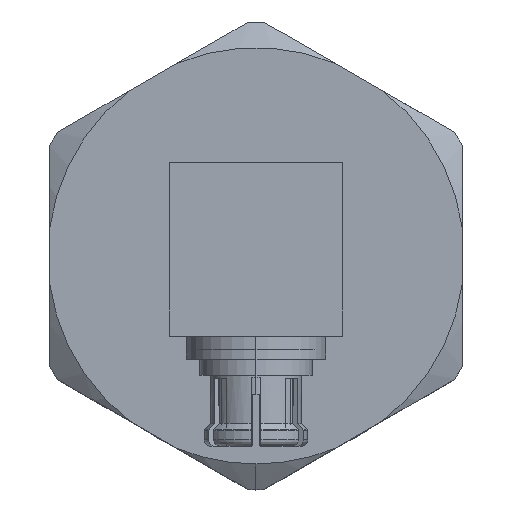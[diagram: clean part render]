
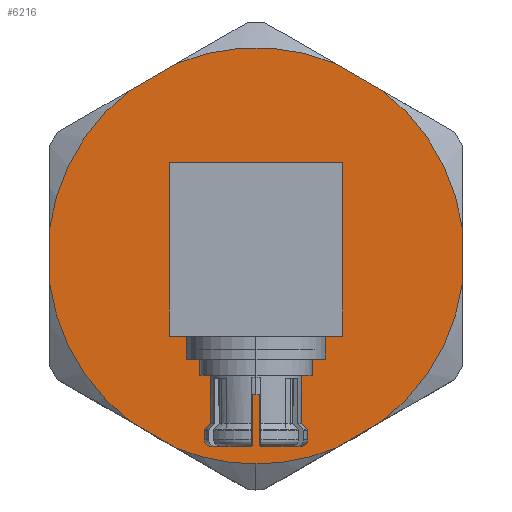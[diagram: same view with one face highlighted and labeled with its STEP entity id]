
A CAD part, top view. The second image highlights one B-rep face of the part: STEP entity #6216.
In plain terms, the highlighted face is planar.
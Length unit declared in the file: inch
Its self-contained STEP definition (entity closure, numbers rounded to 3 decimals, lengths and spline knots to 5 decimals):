
#22 = CARTESIAN_POINT ( 'NONE',  ( 0.366, 0.13978, 0.0079 ) ) ;
#26 = EDGE_CURVE ( 'NONE', #1258, #4592, #7296, .T. ) ;
#57 = AXIS2_PLACEMENT_3D ( 'NONE', #1119, #3186, #495 ) ;
#68 = CARTESIAN_POINT ( 'NONE',  ( 0.366, 0.1261, 0. ) ) ;
#142 = VERTEX_POINT ( 'NONE', #4825 ) ;
#177 = AXIS2_PLACEMENT_3D ( 'NONE', #2132, #7090, #3953 ) ;
#246 = VERTEX_POINT ( 'NONE', #1706 ) ;
#251 = CARTESIAN_POINT ( 'NONE',  ( 0.366, -0.041, 0. ) ) ;
#315 = CARTESIAN_POINT ( 'NONE',  ( 0.366, 0., 0. ) ) ;
#414 = ORIENTED_EDGE ( 'NONE', *, *, #6421, .T. ) ;
#432 = DIRECTION ( 'NONE',  ( 1., 0., 0. ) ) ;
#495 = DIRECTION ( 'NONE',  ( 0., 1., 0. ) ) ;
#594 = DIRECTION ( 'NONE',  ( 0., 0.5, 0.866 ) ) ;
#606 = CARTESIAN_POINT ( 'NONE',  ( 0.366, 0.09996, -0.07686 ) ) ;
#622 = CARTESIAN_POINT ( 'NONE',  ( 0.366, 0.01658, 0.125 ) ) ;
#654 = ORIENTED_EDGE ( 'NONE', *, *, #1965, .T. ) ;
#666 = VERTEX_POINT ( 'NONE', #1382 ) ;
#710 = ORIENTED_EDGE ( 'NONE', *, *, #8099, .T. ) ;
#733 = CARTESIAN_POINT ( 'NONE',  ( 0.366, -0.09996, 0.07686 ) ) ;
#773 = LINE ( 'NONE', #22, #5681 ) ;
#881 = VERTEX_POINT ( 'NONE', #8060 ) ;
#911 = CIRCLE ( 'NONE', #5591, 0.041 ) ;
#947 = DIRECTION ( 'NONE',  ( 0., 1., 0. ) ) ;
#955 = ORIENTED_EDGE ( 'NONE', *, *, #7477, .T. ) ;
#1039 = VERTEX_POINT ( 'NONE', #6755 ) ;
#1081 = CARTESIAN_POINT ( 'NONE',  ( 0.366, 0., 0. ) ) ;
#1119 = CARTESIAN_POINT ( 'NONE',  ( 0.366, 0., 0. ) ) ;
#1139 = CIRCLE ( 'NONE', #57, 0.1261 ) ;
#1258 = VERTEX_POINT ( 'NONE', #2740 ) ;
#1382 = CARTESIAN_POINT ( 'NONE',  ( 0.366, 0.11655, 0.04814 ) ) ;
#1421 = EDGE_CURVE ( 'NONE', #5711, #881, #911, .T. ) ;
#1454 = FACE_BOUND ( 'NONE', #2221, .T. ) ;
#1639 = VERTEX_POINT ( 'NONE', #5421 ) ;
#1653 = LINE ( 'NONE', #2319, #5260 ) ;
#1706 = CARTESIAN_POINT ( 'NONE',  ( 0.366, 0.11655, -0.04814 ) ) ;
#1731 = ORIENTED_EDGE ( 'NONE', *, *, #4680, .T. ) ;
#1755 = DIRECTION ( 'NONE',  ( 0., 1., 0. ) ) ;
#1800 = AXIS2_PLACEMENT_3D ( 'NONE', #4074, #7417, #2288 ) ;
#1916 = VERTEX_POINT ( 'NONE', #6300 ) ;
#1950 = CIRCLE ( 'NONE', #4359, 0.1261 ) ;
#1965 = EDGE_CURVE ( 'NONE', #4592, #1639, #2977, .T. ) ;
#2116 = CARTESIAN_POINT ( 'NONE',  ( 0.366, 0., 0. ) ) ;
#2132 = CARTESIAN_POINT ( 'NONE',  ( 0.366, 0., 0. ) ) ;
#2143 = ORIENTED_EDGE ( 'NONE', *, *, #6748, .T. ) ;
#2204 = DIRECTION ( 'NONE',  ( 1., 0., 0. ) ) ;
#2212 = LINE ( 'NONE', #7461, #7754 ) ;
#2221 = EDGE_LOOP ( 'NONE', ( #7593, #3485 ) ) ;
#2288 = DIRECTION ( 'NONE',  ( 0., 1., 0. ) ) ;
#2319 = CARTESIAN_POINT ( 'NONE',  ( 0.366, 0.1261, 0.125 ) ) ;
#2336 = VERTEX_POINT ( 'NONE', #5970 ) ;
#2355 = VECTOR ( 'NONE', #2939, 39.37008 ) ;
#2406 = CARTESIAN_POINT ( 'NONE',  ( 0.366, 0., 0. ) ) ;
#2478 = VECTOR ( 'NONE', #3725, 39.37008 ) ;
#2562 = DIRECTION ( 'NONE',  ( 0., -0.5, 0.866 ) ) ;
#2566 = ORIENTED_EDGE ( 'NONE', *, *, #3034, .T. ) ;
#2585 = LINE ( 'NONE', #3919, #6499 ) ;
#2614 = DIRECTION ( 'NONE',  ( 0., 1., 0. ) ) ;
#2740 = CARTESIAN_POINT ( 'NONE',  ( 0.366, -0.01658, 0.125 ) ) ;
#2783 = EDGE_CURVE ( 'NONE', #2893, #142, #1950, .T. ) ;
#2853 = CIRCLE ( 'NONE', #4049, 0.1261 ) ;
#2893 = VERTEX_POINT ( 'NONE', #8145 ) ;
#2939 = DIRECTION ( 'NONE',  ( 0., -0.5, -0.866 ) ) ;
#2977 = LINE ( 'NONE', #6836, #2355 ) ;
#3034 = EDGE_CURVE ( 'NONE', #4862, #246, #2585, .T. ) ;
#3055 = CARTESIAN_POINT ( 'NONE',  ( 0.366, -0.07673, -0.1171 ) ) ;
#3186 = DIRECTION ( 'NONE',  ( 1., 0., 0. ) ) ;
#3231 = EDGE_CURVE ( 'NONE', #666, #2336, #773, .T. ) ;
#3237 = AXIS2_PLACEMENT_3D ( 'NONE', #68, #7867, #2614 ) ;
#3485 = ORIENTED_EDGE ( 'NONE', *, *, #1421, .F. ) ;
#3611 = VERTEX_POINT ( 'NONE', #6565 ) ;
#3625 = DIRECTION ( 'NONE',  ( 0., 1., 0. ) ) ;
#3638 = LINE ( 'NONE', #3055, #2478 ) ;
#3725 = DIRECTION ( 'NONE',  ( 0., 0.5, -0.866 ) ) ;
#3744 = DIRECTION ( 'NONE',  ( 1., 0., 0. ) ) ;
#3748 = EDGE_CURVE ( 'NONE', #881, #5711, #5134, .T. ) ;
#3919 = CARTESIAN_POINT ( 'NONE',  ( 0.366, 0.13978, -0.0079 ) ) ;
#3953 = DIRECTION ( 'NONE',  ( 0., 1., 0. ) ) ;
#3988 = FACE_OUTER_BOUND ( 'NONE', #6461, .T. ) ;
#4049 = AXIS2_PLACEMENT_3D ( 'NONE', #315, #2204, #947 ) ;
#4074 = CARTESIAN_POINT ( 'NONE',  ( 0.366, 0., 0. ) ) ;
#4188 = ORIENTED_EDGE ( 'NONE', *, *, #4714, .T. ) ;
#4349 = CIRCLE ( 'NONE', #177, 0.1261 ) ;
#4359 = AXIS2_PLACEMENT_3D ( 'NONE', #7197, #7852, #6633 ) ;
#4418 = EDGE_CURVE ( 'NONE', #246, #666, #4349, .T. ) ;
#4542 = ORIENTED_EDGE ( 'NONE', *, *, #4418, .T. ) ;
#4592 = VERTEX_POINT ( 'NONE', #733 ) ;
#4611 = ORIENTED_EDGE ( 'NONE', *, *, #26, .T. ) ;
#4655 = DIRECTION ( 'NONE',  ( 0., 1., 0. ) ) ;
#4680 = EDGE_CURVE ( 'NONE', #1639, #2893, #7124, .T. ) ;
#4694 = DIRECTION ( 'NONE',  ( 1., 0., 0. ) ) ;
#4714 = EDGE_CURVE ( 'NONE', #1039, #1916, #2853, .T. ) ;
#4825 = CARTESIAN_POINT ( 'NONE',  ( 0.366, -0.11655, -0.04814 ) ) ;
#4845 = AXIS2_PLACEMENT_3D ( 'NONE', #1081, #7428, #1755 ) ;
#4862 = VERTEX_POINT ( 'NONE', #606 ) ;
#4871 = AXIS2_PLACEMENT_3D ( 'NONE', #2406, #432, #5588 ) ;
#5134 = CIRCLE ( 'NONE', #4871, 0.041 ) ;
#5260 = VECTOR ( 'NONE', #6048, 39.37008 ) ;
#5421 = CARTESIAN_POINT ( 'NONE',  ( 0.366, -0.11655, 0.04814 ) ) ;
#5588 = DIRECTION ( 'NONE',  ( 0., 1., 0. ) ) ;
#5591 = AXIS2_PLACEMENT_3D ( 'NONE', #8161, #3744, #6430 ) ;
#5681 = VECTOR ( 'NONE', #2562, 39.37008 ) ;
#5711 = VERTEX_POINT ( 'NONE', #251 ) ;
#5835 = AXIS2_PLACEMENT_3D ( 'NONE', #2116, #4694, #4655 ) ;
#5970 = CARTESIAN_POINT ( 'NONE',  ( 0.366, 0.09996, 0.07686 ) ) ;
#6048 = DIRECTION ( 'NONE',  ( 0., -1., 0. ) ) ;
#6092 = VERTEX_POINT ( 'NONE', #622 ) ;
#6216 = ADVANCED_FACE ( 'NONE', ( #1454, #3988 ), #7085, .T. ) ;
#6300 = CARTESIAN_POINT ( 'NONE',  ( 0.366, -0.01658, -0.125 ) ) ;
#6421 = EDGE_CURVE ( 'NONE', #2336, #6092, #1139, .T. ) ;
#6430 = DIRECTION ( 'NONE',  ( 0., 1., 0. ) ) ;
#6461 = EDGE_LOOP ( 'NONE', ( #4542, #7023, #414, #2143, #4611, #654, #1731, #7681, #7030, #4188, #955, #710, #2566 ) ) ;
#6499 = VECTOR ( 'NONE', #594, 39.37008 ) ;
#6565 = CARTESIAN_POINT ( 'NONE',  ( 0.366, 0.01658, -0.125 ) ) ;
#6633 = DIRECTION ( 'NONE',  ( 0., 1., 0. ) ) ;
#6748 = EDGE_CURVE ( 'NONE', #6092, #1258, #1653, .T. ) ;
#6755 = CARTESIAN_POINT ( 'NONE',  ( 0.366, -0.09996, -0.07686 ) ) ;
#6836 = CARTESIAN_POINT ( 'NONE',  ( 0.366, -0.07673, 0.1171 ) ) ;
#7023 = ORIENTED_EDGE ( 'NONE', *, *, #3231, .T. ) ;
#7030 = ORIENTED_EDGE ( 'NONE', *, *, #7340, .T. ) ;
#7085 = PLANE ( 'NONE',  #3237 ) ;
#7090 = DIRECTION ( 'NONE',  ( 1., 0., 0. ) ) ;
#7124 = CIRCLE ( 'NONE', #1800, 0.1261 ) ;
#7197 = CARTESIAN_POINT ( 'NONE',  ( 0.366, 0., 0. ) ) ;
#7296 = CIRCLE ( 'NONE', #5835, 0.1261 ) ;
#7340 = EDGE_CURVE ( 'NONE', #142, #1039, #3638, .T. ) ;
#7382 = CIRCLE ( 'NONE', #4845, 0.1261 ) ;
#7417 = DIRECTION ( 'NONE',  ( 1., 0., 0. ) ) ;
#7428 = DIRECTION ( 'NONE',  ( 1., 0., 0. ) ) ;
#7461 = CARTESIAN_POINT ( 'NONE',  ( 0.366, 0.1261, -0.125 ) ) ;
#7477 = EDGE_CURVE ( 'NONE', #1916, #3611, #2212, .T. ) ;
#7593 = ORIENTED_EDGE ( 'NONE', *, *, #3748, .F. ) ;
#7681 = ORIENTED_EDGE ( 'NONE', *, *, #2783, .T. ) ;
#7754 = VECTOR ( 'NONE', #3625, 39.37008 ) ;
#7852 = DIRECTION ( 'NONE',  ( 1., 0., 0. ) ) ;
#7867 = DIRECTION ( 'NONE',  ( 1., 0., 0. ) ) ;
#8060 = CARTESIAN_POINT ( 'NONE',  ( 0.366, 0.041, 0. ) ) ;
#8099 = EDGE_CURVE ( 'NONE', #3611, #4862, #7382, .T. ) ;
#8145 = CARTESIAN_POINT ( 'NONE',  ( 0.366, -0.1261, 0. ) ) ;
#8161 = CARTESIAN_POINT ( 'NONE',  ( 0.366, 0., 0. ) ) ;
